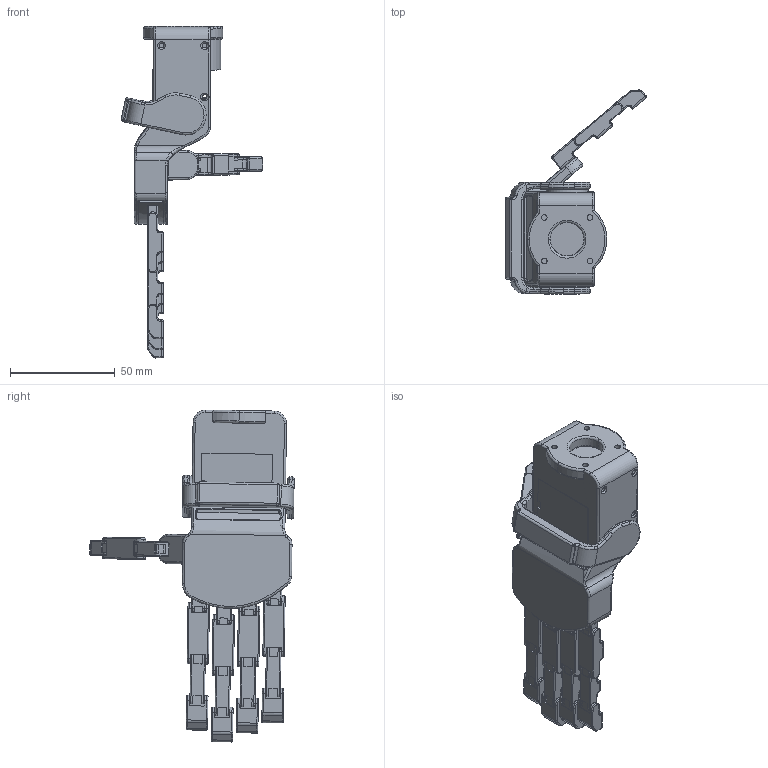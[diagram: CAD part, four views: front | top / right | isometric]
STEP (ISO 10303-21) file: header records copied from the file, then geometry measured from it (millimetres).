
FILE_DESCRIPTION (( 'STEP AP214' ), '1' );
FILE_NAME ('灵巧手-可外发.STEP', '2023-04-20T05:47:54', ( '' ), ( '' ), 'SwSTEP 2.0', 'SolidWorks 2018', '' );
FILE_SCHEMA (( 'AUTOMOTIVE_DESIGN' ));
Length unit declared in the file: millimetre
Products named in the file (1): 鍾б忒-褫俋楷
Bounding box: 67.33 x 97.3 x 158.13 mm (x, y, z)
Volume: 117066.2 mm3; surface area: 36347.1 mm2
Topology: 1 solids, 3 shells, 1536 faces, 3798 edges, 2276 vertices
Faces by surface type: cylinder 680, plane 465, torus 267, bspline 93, cone 21, sphere 10
Entity records: 68534 total; most frequent: CARTESIAN_POINT 15085, DIRECTION 8010, ORIENTED_EDGE 7594, EDGE_CURVE 3797, AXIS2_PLACEMENT_3D 3076, VERTEX_POINT 2276, LINE 1858, VECTOR 1858
